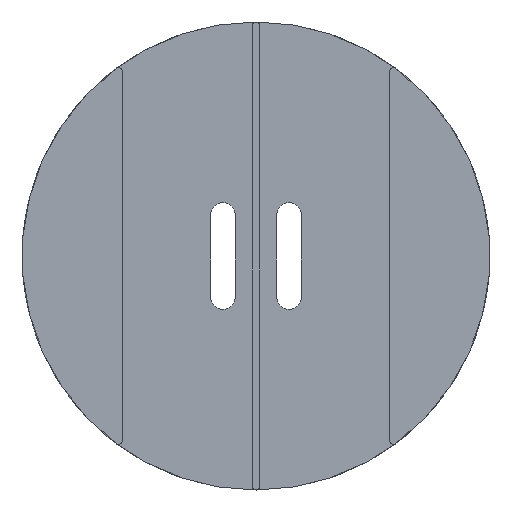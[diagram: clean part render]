
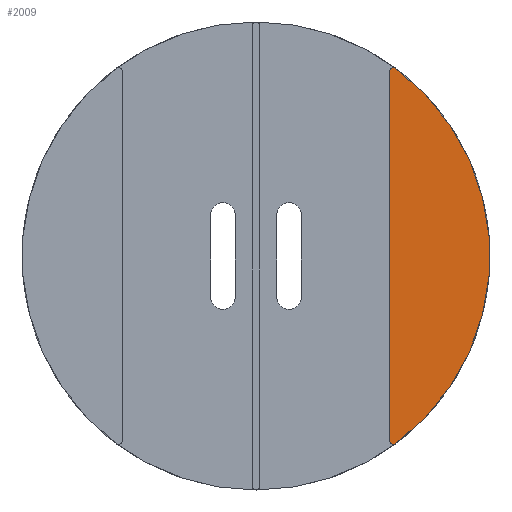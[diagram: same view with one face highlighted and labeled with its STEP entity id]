
A CAD part, top view. The second image highlights one B-rep face of the part: STEP entity #2009.
In plain terms, the highlighted planar face has unit normal (0, 0, 1).
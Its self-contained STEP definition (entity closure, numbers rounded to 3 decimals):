
#147 = EDGE_CURVE('',#148,#150,#152,.T.);
#148 = VERTEX_POINT('',#149);
#149 = CARTESIAN_POINT('',(19.1,26.175,-13.5));
#150 = VERTEX_POINT('',#151);
#151 = CARTESIAN_POINT('',(18.6,25.675,-13.5));
#152 = SURFACE_CURVE('',#153,(#158,#170),.PCURVE_S1.);
#153 = CIRCLE('',#154,0.5);
#154 = AXIS2_PLACEMENT_3D('',#155,#156,#157);
#155 = CARTESIAN_POINT('',(19.1,25.675,-13.5));
#156 = DIRECTION('',(0.,0.,1.));
#157 = DIRECTION('',(0.,-1.,0.));
#158 = PCURVE('',#159,#164);
#159 = CYLINDRICAL_SURFACE('',#160,0.5);
#160 = AXIS2_PLACEMENT_3D('',#161,#162,#163);
#161 = CARTESIAN_POINT('',(19.1,25.675,-13.5));
#162 = DIRECTION('',(-0.,0.,-1.));
#163 = DIRECTION('',(0.,1.,0.));
#164 = DEFINITIONAL_REPRESENTATION('',(#165),#169);
#165 = LINE('',#166,#167);
#166 = CARTESIAN_POINT('',(9.425,0.));
#167 = VECTOR('',#168,1.);
#168 = DIRECTION('',(-1.,0.));
#169 = ( GEOMETRIC_REPRESENTATION_CONTEXT(2) 
PARAMETRIC_REPRESENTATION_CONTEXT() REPRESENTATION_CONTEXT('2D SPACE',''
  ) );
#170 = PCURVE('',#171,#176);
#171 = PLANE('',#172);
#172 = AXIS2_PLACEMENT_3D('',#173,#174,#175);
#173 = CARTESIAN_POINT('',(-0.,0.,-13.5));
#174 = DIRECTION('',(0.,0.,1.));
#175 = DIRECTION('',(0.,-1.,0.));
#176 = DEFINITIONAL_REPRESENTATION('',(#177),#181);
#177 = CIRCLE('',#178,0.5);
#178 = AXIS2_PLACEMENT_2D('',#179,#180);
#179 = CARTESIAN_POINT('',(-25.675,19.1));
#180 = DIRECTION('',(1.,0.));
#181 = ( GEOMETRIC_REPRESENTATION_CONTEXT(2) 
PARAMETRIC_REPRESENTATION_CONTEXT() REPRESENTATION_CONTEXT('2D SPACE',''
  ) );
#199 = CYLINDRICAL_SURFACE('',#200,0.5);
#200 = AXIS2_PLACEMENT_3D('',#201,#202,#203);
#201 = CARTESIAN_POINT('',(19.1,25.675,-13.5));
#202 = DIRECTION('',(-0.,0.,-1.));
#203 = DIRECTION('',(0.,1.,0.));
#258 = PLANE('',#259);
#259 = AXIS2_PLACEMENT_3D('',#260,#261,#262);
#260 = CARTESIAN_POINT('',(18.6,35.,-15.));
#261 = DIRECTION('',(-1.,0.,0.));
#262 = DIRECTION('',(0.,-1.,0.));
#880 = CYLINDRICAL_SURFACE('',#881,32.5);
#881 = AXIS2_PLACEMENT_3D('',#882,#883,#884);
#882 = CARTESIAN_POINT('',(-0.,0.,-13.5));
#883 = DIRECTION('',(-0.,0.,-1.));
#884 = DIRECTION('',(0.,1.,0.));
#994 = VERTEX_POINT('',#995);
#995 = CARTESIAN_POINT('',(19.398,26.076,-13.5));
#1016 = EDGE_CURVE('',#1017,#994,#1019,.T.);
#1017 = VERTEX_POINT('',#1018);
#1018 = CARTESIAN_POINT('',(19.398,-26.076,-13.5));
#1019 = SURFACE_CURVE('',#1020,(#1025,#1032),.PCURVE_S1.);
#1020 = CIRCLE('',#1021,32.5);
#1021 = AXIS2_PLACEMENT_3D('',#1022,#1023,#1024);
#1022 = CARTESIAN_POINT('',(-0.,0.,-13.5));
#1023 = DIRECTION('',(0.,0.,1.));
#1024 = DIRECTION('',(0.,-1.,0.));
#1025 = PCURVE('',#880,#1026);
#1026 = DEFINITIONAL_REPRESENTATION('',(#1027),#1031);
#1027 = LINE('',#1028,#1029);
#1028 = CARTESIAN_POINT('',(3.142,0.));
#1029 = VECTOR('',#1030,1.);
#1030 = DIRECTION('',(-1.,0.));
#1031 = ( GEOMETRIC_REPRESENTATION_CONTEXT(2) 
PARAMETRIC_REPRESENTATION_CONTEXT() REPRESENTATION_CONTEXT('2D SPACE',''
  ) );
#1032 = PCURVE('',#171,#1033);
#1033 = DEFINITIONAL_REPRESENTATION('',(#1034),#1038);
#1034 = CIRCLE('',#1035,32.5);
#1035 = AXIS2_PLACEMENT_2D('',#1036,#1037);
#1036 = CARTESIAN_POINT('',(0.,0.));
#1037 = DIRECTION('',(1.,0.));
#1038 = ( GEOMETRIC_REPRESENTATION_CONTEXT(2) 
PARAMETRIC_REPRESENTATION_CONTEXT() REPRESENTATION_CONTEXT('2D SPACE',''
  ) );
#1054 = CYLINDRICAL_SURFACE('',#1055,0.5);
#1055 = AXIS2_PLACEMENT_3D('',#1056,#1057,#1058);
#1056 = CARTESIAN_POINT('',(19.1,-25.675,-13.5));
#1057 = DIRECTION('',(-0.,0.,-1.));
#1058 = DIRECTION('',(0.,1.,0.));
#2009 = ADVANCED_FACE('',(#2010),#171,.T.);
#2010 = FACE_BOUND('',#2011,.T.);
#2011 = EDGE_LOOP('',(#2012,#2013,#2035,#2036,#2059));
#2012 = ORIENTED_EDGE('',*,*,#1016,.T.);
#2013 = ORIENTED_EDGE('',*,*,#2014,.T.);
#2014 = EDGE_CURVE('',#994,#148,#2015,.T.);
#2015 = SURFACE_CURVE('',#2016,(#2021,#2028),.PCURVE_S1.);
#2016 = CIRCLE('',#2017,0.5);
#2017 = AXIS2_PLACEMENT_3D('',#2018,#2019,#2020);
#2018 = CARTESIAN_POINT('',(19.1,25.675,-13.5));
#2019 = DIRECTION('',(0.,0.,1.));
#2020 = DIRECTION('',(0.,-1.,0.));
#2021 = PCURVE('',#171,#2022);
#2022 = DEFINITIONAL_REPRESENTATION('',(#2023),#2027);
#2023 = CIRCLE('',#2024,0.5);
#2024 = AXIS2_PLACEMENT_2D('',#2025,#2026);
#2025 = CARTESIAN_POINT('',(-25.675,19.1));
#2026 = DIRECTION('',(1.,0.));
#2027 = ( GEOMETRIC_REPRESENTATION_CONTEXT(2) 
PARAMETRIC_REPRESENTATION_CONTEXT() REPRESENTATION_CONTEXT('2D SPACE',''
  ) );
#2028 = PCURVE('',#199,#2029);
#2029 = DEFINITIONAL_REPRESENTATION('',(#2030),#2034);
#2030 = LINE('',#2031,#2032);
#2031 = CARTESIAN_POINT('',(3.142,0.));
#2032 = VECTOR('',#2033,1.);
#2033 = DIRECTION('',(-1.,0.));
#2034 = ( GEOMETRIC_REPRESENTATION_CONTEXT(2) 
PARAMETRIC_REPRESENTATION_CONTEXT() REPRESENTATION_CONTEXT('2D SPACE',''
  ) );
#2035 = ORIENTED_EDGE('',*,*,#147,.T.);
#2036 = ORIENTED_EDGE('',*,*,#2037,.T.);
#2037 = EDGE_CURVE('',#150,#2038,#2040,.T.);
#2038 = VERTEX_POINT('',#2039);
#2039 = CARTESIAN_POINT('',(18.6,-25.675,-13.5));
#2040 = SURFACE_CURVE('',#2041,(#2045,#2052),.PCURVE_S1.);
#2041 = LINE('',#2042,#2043);
#2042 = CARTESIAN_POINT('',(18.6,0.,-13.5));
#2043 = VECTOR('',#2044,1.);
#2044 = DIRECTION('',(0.,-1.,0.));
#2045 = PCURVE('',#171,#2046);
#2046 = DEFINITIONAL_REPRESENTATION('',(#2047),#2051);
#2047 = LINE('',#2048,#2049);
#2048 = CARTESIAN_POINT('',(0.,18.6));
#2049 = VECTOR('',#2050,1.);
#2050 = DIRECTION('',(1.,0.));
#2051 = ( GEOMETRIC_REPRESENTATION_CONTEXT(2) 
PARAMETRIC_REPRESENTATION_CONTEXT() REPRESENTATION_CONTEXT('2D SPACE',''
  ) );
#2052 = PCURVE('',#258,#2053);
#2053 = DEFINITIONAL_REPRESENTATION('',(#2054),#2058);
#2054 = LINE('',#2055,#2056);
#2055 = CARTESIAN_POINT('',(35.,1.5));
#2056 = VECTOR('',#2057,1.);
#2057 = DIRECTION('',(1.,0.));
#2058 = ( GEOMETRIC_REPRESENTATION_CONTEXT(2) 
PARAMETRIC_REPRESENTATION_CONTEXT() REPRESENTATION_CONTEXT('2D SPACE',''
  ) );
#2059 = ORIENTED_EDGE('',*,*,#2060,.T.);
#2060 = EDGE_CURVE('',#2038,#1017,#2061,.T.);
#2061 = SURFACE_CURVE('',#2062,(#2067,#2074),.PCURVE_S1.);
#2062 = CIRCLE('',#2063,0.5);
#2063 = AXIS2_PLACEMENT_3D('',#2064,#2065,#2066);
#2064 = CARTESIAN_POINT('',(19.1,-25.675,-13.5));
#2065 = DIRECTION('',(0.,0.,1.));
#2066 = DIRECTION('',(0.,-1.,0.));
#2067 = PCURVE('',#171,#2068);
#2068 = DEFINITIONAL_REPRESENTATION('',(#2069),#2073);
#2069 = CIRCLE('',#2070,0.5);
#2070 = AXIS2_PLACEMENT_2D('',#2071,#2072);
#2071 = CARTESIAN_POINT('',(25.675,19.1));
#2072 = DIRECTION('',(1.,0.));
#2073 = ( GEOMETRIC_REPRESENTATION_CONTEXT(2) 
PARAMETRIC_REPRESENTATION_CONTEXT() REPRESENTATION_CONTEXT('2D SPACE',''
  ) );
#2074 = PCURVE('',#1054,#2075);
#2075 = DEFINITIONAL_REPRESENTATION('',(#2076),#2080);
#2076 = LINE('',#2077,#2078);
#2077 = CARTESIAN_POINT('',(9.425,0.));
#2078 = VECTOR('',#2079,1.);
#2079 = DIRECTION('',(-1.,0.));
#2080 = ( GEOMETRIC_REPRESENTATION_CONTEXT(2) 
PARAMETRIC_REPRESENTATION_CONTEXT() REPRESENTATION_CONTEXT('2D SPACE',''
  ) );
